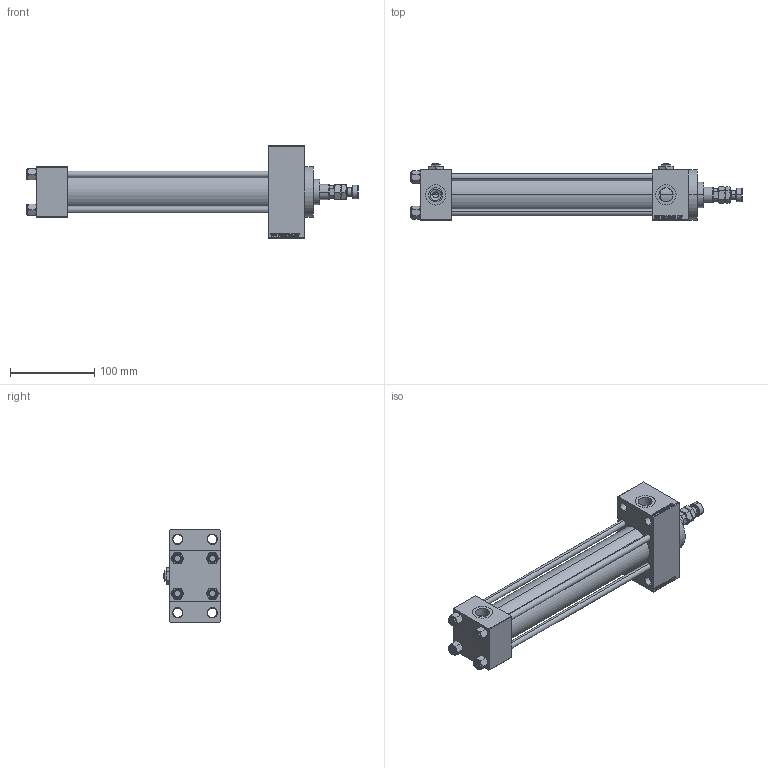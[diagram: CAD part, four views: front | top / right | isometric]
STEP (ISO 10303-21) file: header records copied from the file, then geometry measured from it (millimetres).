
FILE_DESCRIPTION (( 'STEP AP203' ), '1' );
FILE_NAME ('ef9b.STEP', '2022-04-15T22:36:28', ( '' ), ( '' ), 'SwSTEP 2.0', 'SolidWorks 2019', '' );
FILE_SCHEMA (( 'CONFIG_CONTROL_DESIGN' ));
Length unit declared in the file: millimetre
Products named in the file (8): Zatka_pro_OIL_PORT 860601a86565f06577aead5d9c8bb18e; MFA 860601a86565f06577aead5d9c8bb18e; V215CR_D_Body 860601a86565f06577aead5d9c8bb18e; ef9b; V215CR_D_TYCINKA 860601a86565f06577aead5d9c8bb18e; NUT_M5_D 860601a86565f06577aead5d9c8bb18e; V215_VC_A 860601a86565f06577aead5d9c8bb18e; V215CR_VCP_D 860601a86565f06577aead5d9c8bb18e
Assembly tree (14 placements, depth 2):
  ef9b
    V215CR_D_Body 860601a86565f06577aead5d9c8bb18e
    V215CR_VCP_D 860601a86565f06577aead5d9c8bb18e
    NUT_M5_D 860601a86565f06577aead5d9c8bb18e  x4
    V215CR_D_TYCINKA 860601a86565f06577aead5d9c8bb18e  x4
    V215_VC_A 860601a86565f06577aead5d9c8bb18e
    MFA 860601a86565f06577aead5d9c8bb18e
    Zatka_pro_OIL_PORT 860601a86565f06577aead5d9c8bb18e  x2
Bounding box: 393 x 67 x 109 mm (x, y, z)
Volume: 670494.5 mm3; surface area: 204119.9 mm2
Topology: 14 solids, 14 shells, 1265 faces, 3112 edges, 1994 vertices
Faces by surface type: plane 564, bspline 368, cone 214, cylinder 107, torus 12
Entity records: 51165 total; most frequent: CARTESIAN_POINT 26270, ORIENTED_EDGE 5524, DIRECTION 3698, EDGE_CURVE 2762, VERTEX_POINT 1792, LINE 1580, VECTOR 1580, EDGE_LOOP 1244
